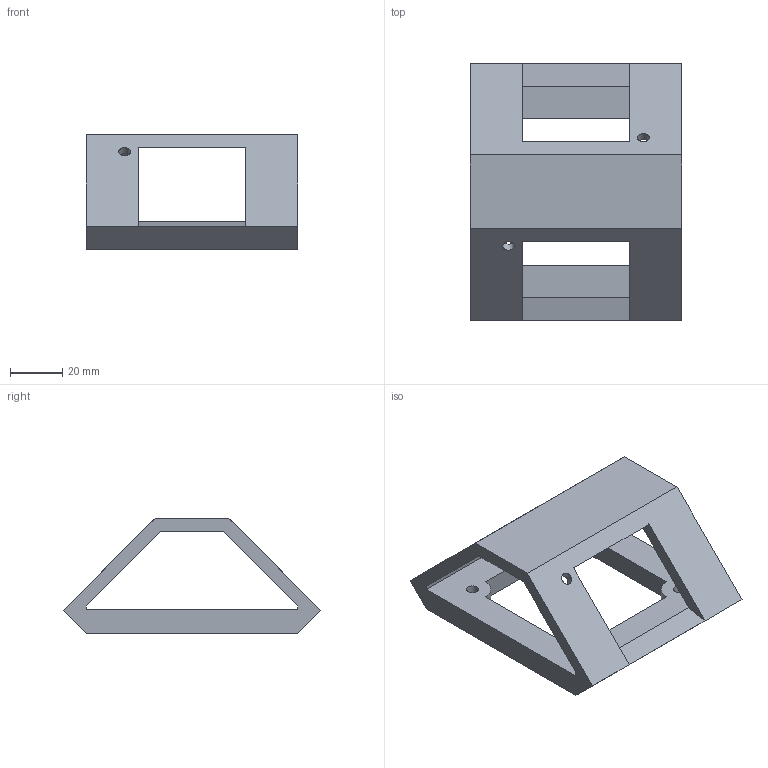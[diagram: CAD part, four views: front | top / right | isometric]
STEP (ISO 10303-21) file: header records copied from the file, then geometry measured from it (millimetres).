
FILE_DESCRIPTION(('FreeCAD Model'),'2;1');
FILE_NAME('Open CASCADE Shape Model','2025-06-01T19:30:52',(''),(''), 'Open CASCADE STEP processor 7.6','FreeCAD','Unknown');
FILE_SCHEMA(('AUTOMOTIVE_DESIGN { 1 0 10303 214 1 1 1 1 }'));
Length unit declared in the file: millimetre
Products named in the file (1): Base
Bounding box: 81 x 98.65 x 44.01 mm (x, y, z)
Volume: 66522.4 mm3; surface area: 28837.1 mm2
Topology: 1 solids, 1 shells, 43 faces, 122 edges, 78 vertices
Faces by surface type: plane 31, cylinder 10, cone 2
Full cylindrical faces by diameter (mm): 4.5 x6
Entity records: 3032 total; most frequent: CARTESIAN_POINT 500, DIRECTION 474, LINE 324, VECTOR 324, ORIENTED_EDGE 244, PCURVE 244, DEFINITIONAL_REPRESENTATION 244, EDGE_CURVE 122
